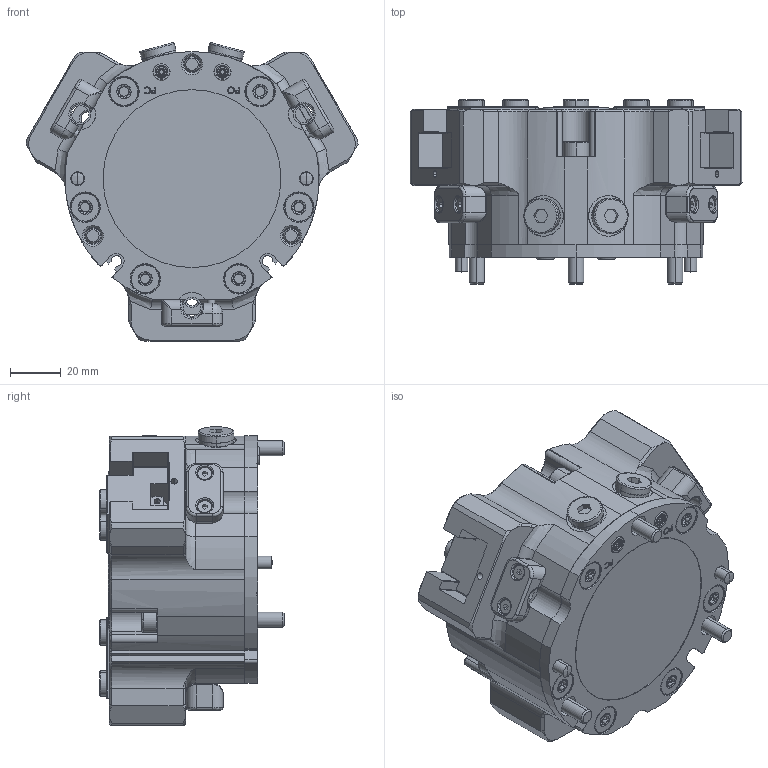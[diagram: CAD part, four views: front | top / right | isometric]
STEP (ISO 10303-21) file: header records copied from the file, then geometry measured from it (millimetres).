
FILE_DESCRIPTION (( 'STEP AP214' ), '1' );
FILE_NAME ('ASUTEC_ASGZ-100.STEP', '2022-07-15T13:17:14', ( '' ), ( '' ), 'SwSTEP 2.0', 'SolidWorks 2020', '' );
FILE_SCHEMA (( 'AUTOMOTIVE_DESIGN' ));
Length unit declared in the file: millimetre
Products named in the file (1): ASUTEC_ASGZ-100
Bounding box: 130.63 x 72.55 x 117.47 mm (x, y, z)
Volume: 487342 mm3; surface area: 119747.4 mm2
Topology: 11 solids, 32 shells, 3143 faces, 7976 edges, 5012 vertices
Faces by surface type: plane 1064, cylinder 892, cone 604, bspline 571, torus 12
Entity records: 150921 total; most frequent: CARTESIAN_POINT 45042, ORIENTED_EDGE 15760, DIRECTION 13837, EDGE_CURVE 7880, VERTEX_POINT 5012, AXIS2_PLACEMENT_3D 4952, LINE 3933, VECTOR 3933
